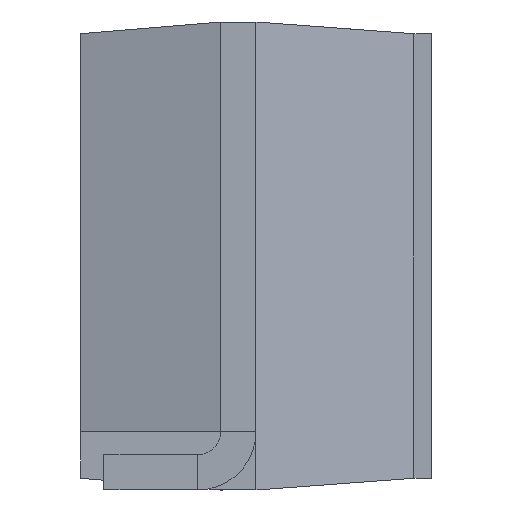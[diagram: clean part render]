
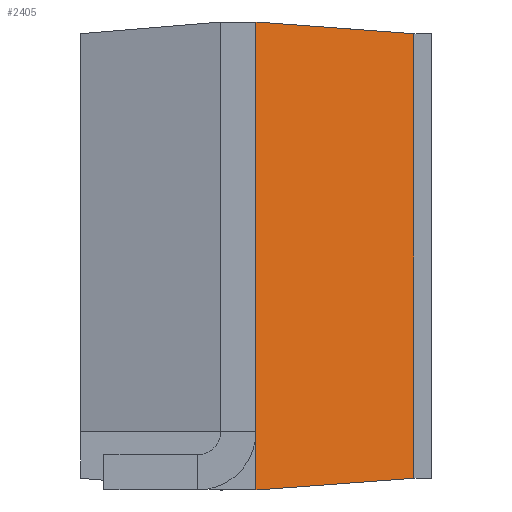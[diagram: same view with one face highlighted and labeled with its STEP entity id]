
A CAD part, left-side view. The second image highlights one B-rep face of the part: STEP entity #2405.
In plain terms, the highlighted planar face has unit normal (-0.976, -0.217, 0).
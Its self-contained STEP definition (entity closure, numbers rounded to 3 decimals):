
#84 = EDGE_CURVE ( 'NONE', #339, #1104, #1519, .T. ) ;
#96 = EDGE_CURVE ( 'NONE', #1413, #2672, #2706, .T. ) ;
#146 = VECTOR ( 'NONE', #1321, 1000. ) ;
#278 = VECTOR ( 'NONE', #491, 1000. ) ;
#285 = EDGE_CURVE ( 'NONE', #1413, #2499, #1665, .T. ) ;
#339 = VERTEX_POINT ( 'NONE', #1617 ) ;
#377 = DIRECTION ( 'NONE',  ( -0.217, 0.976, 0. ) ) ;
#434 = CARTESIAN_POINT ( 'NONE',  ( -2., 0., 0.25 ) ) ;
#491 = DIRECTION ( 'NONE',  ( 0., 0., -1. ) ) ;
#619 = DIRECTION ( 'NONE',  ( 0.216, -0.974, -0.072 ) ) ;
#715 = CARTESIAN_POINT ( 'NONE',  ( -1.85, -0.675, 1.95 ) ) ;
#813 = ORIENTED_EDGE ( 'NONE', *, *, #84, .F. ) ;
#828 = EDGE_CURVE ( 'NONE', #2672, #339, #2676, .T. ) ;
#907 = EDGE_LOOP ( 'NONE', ( #1443, #1299, #813, #2235, #2087 ) ) ;
#1104 = VERTEX_POINT ( 'NONE', #1825 ) ;
#1123 = VECTOR ( 'NONE', #1778, 1000. ) ;
#1295 = AXIS2_PLACEMENT_3D ( 'NONE', #1683, #1470, #377 ) ;
#1299 = ORIENTED_EDGE ( 'NONE', *, *, #1471, .T. ) ;
#1321 = DIRECTION ( 'NONE',  ( 0., 0., -1. ) ) ;
#1388 = CARTESIAN_POINT ( 'NONE',  ( -2., 0., 0. ) ) ;
#1413 = VERTEX_POINT ( 'NONE', #2451 ) ;
#1443 = ORIENTED_EDGE ( 'NONE', *, *, #285, .T. ) ;
#1470 = DIRECTION ( 'NONE',  ( 0.976, 0.217, 0. ) ) ;
#1471 = EDGE_CURVE ( 'NONE', #2499, #1104, #1728, .T. ) ;
#1519 = LINE ( 'NONE', #2411, #2541 ) ;
#1617 = CARTESIAN_POINT ( 'NONE',  ( -1.85, -0.675, 0.05 ) ) ;
#1665 = LINE ( 'NONE', #1823, #278 ) ;
#1683 = CARTESIAN_POINT ( 'NONE',  ( -1.85, -0.675, 2. ) ) ;
#1728 = LINE ( 'NONE', #1388, #1123 ) ;
#1778 = DIRECTION ( 'NONE',  ( 0., 0., -1. ) ) ;
#1823 = CARTESIAN_POINT ( 'NONE',  ( -2., 0., 2. ) ) ;
#1825 = CARTESIAN_POINT ( 'NONE',  ( -2., 0., 0. ) ) ;
#1942 = CARTESIAN_POINT ( 'NONE',  ( -1.813, -0.843, 1.938 ) ) ;
#2038 = VECTOR ( 'NONE', #619, 1000. ) ;
#2087 = ORIENTED_EDGE ( 'NONE', *, *, #96, .F. ) ;
#2235 = ORIENTED_EDGE ( 'NONE', *, *, #828, .F. ) ;
#2405 = ADVANCED_FACE ( 'NONE', ( #2511 ), #2621, .F. ) ;
#2411 = CARTESIAN_POINT ( 'NONE',  ( -1.67, -1.486, 0.11 ) ) ;
#2451 = CARTESIAN_POINT ( 'NONE',  ( -2., 0., 2. ) ) ;
#2499 = VERTEX_POINT ( 'NONE', #434 ) ;
#2511 = FACE_OUTER_BOUND ( 'NONE', #907, .T. ) ;
#2541 = VECTOR ( 'NONE', #2826, 1000. ) ;
#2621 = PLANE ( 'NONE',  #1295 ) ;
#2651 = CARTESIAN_POINT ( 'NONE',  ( -1.85, -0.675, 2. ) ) ;
#2672 = VERTEX_POINT ( 'NONE', #715 ) ;
#2676 = LINE ( 'NONE', #2651, #146 ) ;
#2706 = LINE ( 'NONE', #1942, #2038 ) ;
#2826 = DIRECTION ( 'NONE',  ( -0.216, 0.974, -0.072 ) ) ;
